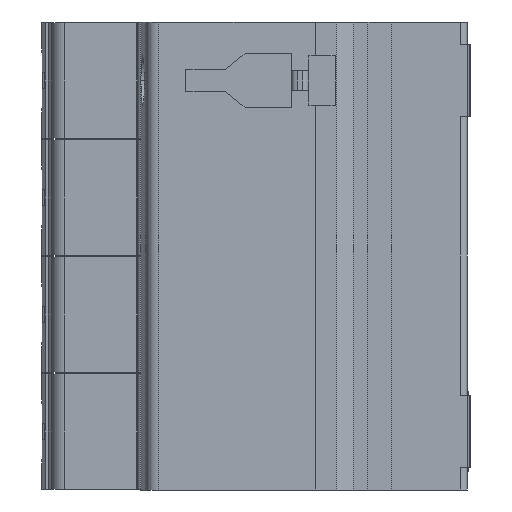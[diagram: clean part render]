
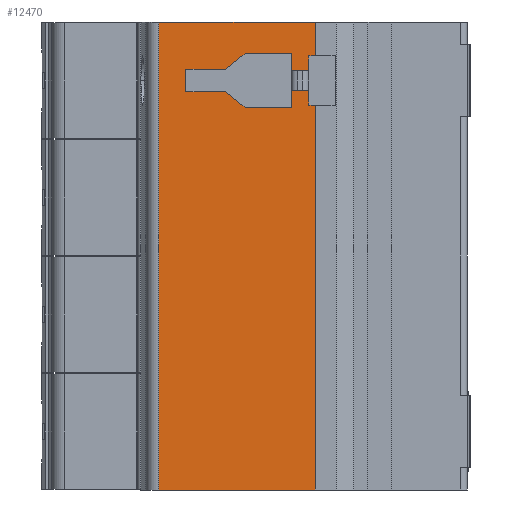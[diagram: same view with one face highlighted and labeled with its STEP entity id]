
A CAD part, front view. The second image highlights one B-rep face of the part: STEP entity #12470.
In plain terms, the highlighted planar face has unit normal (0, -1, 0).
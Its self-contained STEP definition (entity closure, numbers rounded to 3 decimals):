
#93=DIRECTION('',(1.,0.,0.));
#94=VECTOR('',#93,23.85);
#95=CARTESIAN_POINT('',(-40.15,-42.5,-8.9));
#96=LINE('',#95,#94);
#511=DIRECTION('',(1.,0.,0.));
#512=VECTOR('',#511,23.85);
#513=CARTESIAN_POINT('',(-40.15,-42.5,62.3));
#514=LINE('',#513,#512);
#1701=DIRECTION('',(0.,0.,1.));
#1702=VECTOR('',#1701,5.15);
#1703=CARTESIAN_POINT('',(-16.3,-42.5,57.15));
#1704=LINE('',#1703,#1702);
#1705=DIRECTION('',(0.,0.,1.));
#1706=VECTOR('',#1705,58.55);
#1707=CARTESIAN_POINT('',(-16.3,-42.5,-8.9));
#1708=LINE('',#1707,#1706);
#1717=DIRECTION('',(-1.,0.,0.));
#1718=VECTOR('',#1717,1.);
#1719=CARTESIAN_POINT('',(-16.3,-42.5,57.15));
#1720=LINE('',#1719,#1718);
#1721=DIRECTION('',(0.,0.,-1.));
#1722=VECTOR('',#1721,2.25);
#1723=CARTESIAN_POINT('',(-17.3,-42.5,57.15));
#1724=LINE('',#1723,#1722);
#1725=DIRECTION('',(-1.,0.,0.));
#1726=VECTOR('',#1725,2.7);
#1727=CARTESIAN_POINT('',(-17.3,-42.5,54.9));
#1728=LINE('',#1727,#1726);
#1729=DIRECTION('',(0.,0.,1.));
#1730=VECTOR('',#1729,2.6);
#1731=CARTESIAN_POINT('',(-20.,-42.5,54.9));
#1732=LINE('',#1731,#1730);
#1733=DIRECTION('',(-1.,0.,0.));
#1734=VECTOR('',#1733,7.);
#1735=CARTESIAN_POINT('',(-20.,-42.5,57.5));
#1736=LINE('',#1735,#1734);
#1737=DIRECTION('',(-0.781,0.,-0.625));
#1738=VECTOR('',#1737,3.842);
#1739=CARTESIAN_POINT('',(-27.,-42.5,57.5));
#1740=LINE('',#1739,#1738);
#1741=DIRECTION('',(-1.,0.,0.));
#1742=VECTOR('',#1741,6.);
#1743=CARTESIAN_POINT('',(-30.,-42.5,55.1));
#1744=LINE('',#1743,#1742);
#1745=DIRECTION('',(1.,0.,0.));
#1746=VECTOR('',#1745,6.);
#1747=CARTESIAN_POINT('',(-36.,-42.5,51.7));
#1748=LINE('',#1747,#1746);
#1749=DIRECTION('',(0.781,0.,-0.625));
#1750=VECTOR('',#1749,3.842);
#1751=CARTESIAN_POINT('',(-30.,-42.5,51.7));
#1752=LINE('',#1751,#1750);
#1753=DIRECTION('',(1.,0.,0.));
#1754=VECTOR('',#1753,7.);
#1755=CARTESIAN_POINT('',(-27.,-42.5,49.3));
#1756=LINE('',#1755,#1754);
#1757=DIRECTION('',(0.,0.,1.));
#1758=VECTOR('',#1757,2.6);
#1759=CARTESIAN_POINT('',(-20.,-42.5,49.3));
#1760=LINE('',#1759,#1758);
#1761=DIRECTION('',(1.,0.,0.));
#1762=VECTOR('',#1761,2.7);
#1763=CARTESIAN_POINT('',(-20.,-42.5,51.9));
#1764=LINE('',#1763,#1762);
#1765=DIRECTION('',(0.,0.,-1.));
#1766=VECTOR('',#1765,2.25);
#1767=CARTESIAN_POINT('',(-17.3,-42.5,51.9));
#1768=LINE('',#1767,#1766);
#1769=DIRECTION('',(-1.,0.,0.));
#1770=VECTOR('',#1769,1.);
#1771=CARTESIAN_POINT('',(-16.3,-42.5,49.65));
#1772=LINE('',#1771,#1770);
#1777=DIRECTION('',(0.,0.,-1.));
#1778=VECTOR('',#1777,71.2);
#1779=CARTESIAN_POINT('',(-40.15,-42.5,62.3));
#1780=LINE('',#1779,#1778);
#2130=DIRECTION('',(0.,0.,1.));
#2131=VECTOR('',#2130,3.4);
#2132=CARTESIAN_POINT('',(-36.,-42.5,51.7));
#2133=LINE('',#2132,#2131);
#8133=CARTESIAN_POINT('',(-40.15,-42.5,-8.9));
#8134=CARTESIAN_POINT('',(-16.3,-42.5,-8.9));
#8135=VERTEX_POINT('',#8133);
#8136=VERTEX_POINT('',#8134);
#9123=CARTESIAN_POINT('',(-40.15,-42.5,62.3));
#9124=CARTESIAN_POINT('',(-16.3,-42.5,62.3));
#9125=VERTEX_POINT('',#9123);
#9126=VERTEX_POINT('',#9124);
#9367=CARTESIAN_POINT('',(-16.3,-42.5,49.65));
#9368=CARTESIAN_POINT('',(-17.3,-42.5,49.65));
#9369=VERTEX_POINT('',#9367);
#9370=VERTEX_POINT('',#9368);
#9371=CARTESIAN_POINT('',(-16.3,-42.5,57.15));
#9372=CARTESIAN_POINT('',(-17.3,-42.5,57.15));
#9373=VERTEX_POINT('',#9371);
#9374=VERTEX_POINT('',#9372);
#9375=CARTESIAN_POINT('',(-17.3,-42.5,54.9));
#9376=VERTEX_POINT('',#9375);
#9377=CARTESIAN_POINT('',(-20.,-42.5,54.9));
#9378=VERTEX_POINT('',#9377);
#9379=CARTESIAN_POINT('',(-20.,-42.5,57.5));
#9380=VERTEX_POINT('',#9379);
#9381=CARTESIAN_POINT('',(-20.,-42.5,49.3));
#9382=CARTESIAN_POINT('',(-20.,-42.5,51.9));
#9383=VERTEX_POINT('',#9381);
#9384=VERTEX_POINT('',#9382);
#9385=CARTESIAN_POINT('',(-17.3,-42.5,51.9));
#9386=VERTEX_POINT('',#9385);
#9403=CARTESIAN_POINT('',(-27.,-42.5,57.5));
#9404=VERTEX_POINT('',#9403);
#9405=CARTESIAN_POINT('',(-27.,-42.5,49.3));
#9406=VERTEX_POINT('',#9405);
#9415=CARTESIAN_POINT('',(-30.,-42.5,55.1));
#9416=VERTEX_POINT('',#9415);
#9417=CARTESIAN_POINT('',(-36.,-42.5,55.1));
#9418=VERTEX_POINT('',#9417);
#9419=CARTESIAN_POINT('',(-36.,-42.5,51.7));
#9420=CARTESIAN_POINT('',(-30.,-42.5,51.7));
#9421=VERTEX_POINT('',#9419);
#9422=VERTEX_POINT('',#9420);
#12428=CARTESIAN_POINT('',(-40.15,-42.5,-8.9));
#12429=DIRECTION('',(0.,-1.,0.));
#12430=DIRECTION('',(1.,0.,0.));
#12431=AXIS2_PLACEMENT_3D('',#12428,#12429,#12430);
#12432=PLANE('',#12431);
#12434=ORIENTED_EDGE('',*,*,#12433,.F.);
#12435=ORIENTED_EDGE('',*,*,#10862,.T.);
#12436=ORIENTED_EDGE('',*,*,#12389,.F.);
#12437=ORIENTED_EDGE('',*,*,#12415,.T.);
#12439=ORIENTED_EDGE('',*,*,#12438,.T.);
#12441=ORIENTED_EDGE('',*,*,#12440,.T.);
#12443=ORIENTED_EDGE('',*,*,#12442,.T.);
#12445=ORIENTED_EDGE('',*,*,#12444,.T.);
#12447=ORIENTED_EDGE('',*,*,#12446,.T.);
#12449=ORIENTED_EDGE('',*,*,#12448,.T.);
#12451=ORIENTED_EDGE('',*,*,#12450,.F.);
#12453=ORIENTED_EDGE('',*,*,#12452,.T.);
#12455=ORIENTED_EDGE('',*,*,#12454,.T.);
#12457=ORIENTED_EDGE('',*,*,#12456,.T.);
#12459=ORIENTED_EDGE('',*,*,#12458,.T.);
#12461=ORIENTED_EDGE('',*,*,#12460,.T.);
#12463=ORIENTED_EDGE('',*,*,#12462,.T.);
#12465=ORIENTED_EDGE('',*,*,#12464,.F.);
#12466=ORIENTED_EDGE('',*,*,#12401,.F.);
#12467=ORIENTED_EDGE('',*,*,#10612,.F.);
#12468=EDGE_LOOP('',(#12434,#12435,#12436,#12437,#12439,#12441,#12443,#12445,
#12447,#12449,#12451,#12453,#12455,#12457,#12459,#12461,#12463,#12465,#12466,
#12467));
#12469=FACE_OUTER_BOUND('',#12468,.F.);
#12470=ADVANCED_FACE('',(#12469),#12432,.T.);
#10612=EDGE_CURVE('',#8135,#8136,#96,.T.);
#10862=EDGE_CURVE('',#9125,#9126,#514,.T.);
#12389=EDGE_CURVE('',#9373,#9126,#1704,.T.);
#12401=EDGE_CURVE('',#8136,#9369,#1708,.T.);
#12415=EDGE_CURVE('',#9373,#9374,#1720,.T.);
#12433=EDGE_CURVE('',#9125,#8135,#1780,.T.);
#12438=EDGE_CURVE('',#9374,#9376,#1724,.T.);
#12440=EDGE_CURVE('',#9376,#9378,#1728,.T.);
#12442=EDGE_CURVE('',#9378,#9380,#1732,.T.);
#12444=EDGE_CURVE('',#9380,#9404,#1736,.T.);
#12446=EDGE_CURVE('',#9404,#9416,#1740,.T.);
#12448=EDGE_CURVE('',#9416,#9418,#1744,.T.);
#12450=EDGE_CURVE('',#9421,#9418,#2133,.T.);
#12452=EDGE_CURVE('',#9421,#9422,#1748,.T.);
#12454=EDGE_CURVE('',#9422,#9406,#1752,.T.);
#12456=EDGE_CURVE('',#9406,#9383,#1756,.T.);
#12458=EDGE_CURVE('',#9383,#9384,#1760,.T.);
#12460=EDGE_CURVE('',#9384,#9386,#1764,.T.);
#12462=EDGE_CURVE('',#9386,#9370,#1768,.T.);
#12464=EDGE_CURVE('',#9369,#9370,#1772,.T.);
